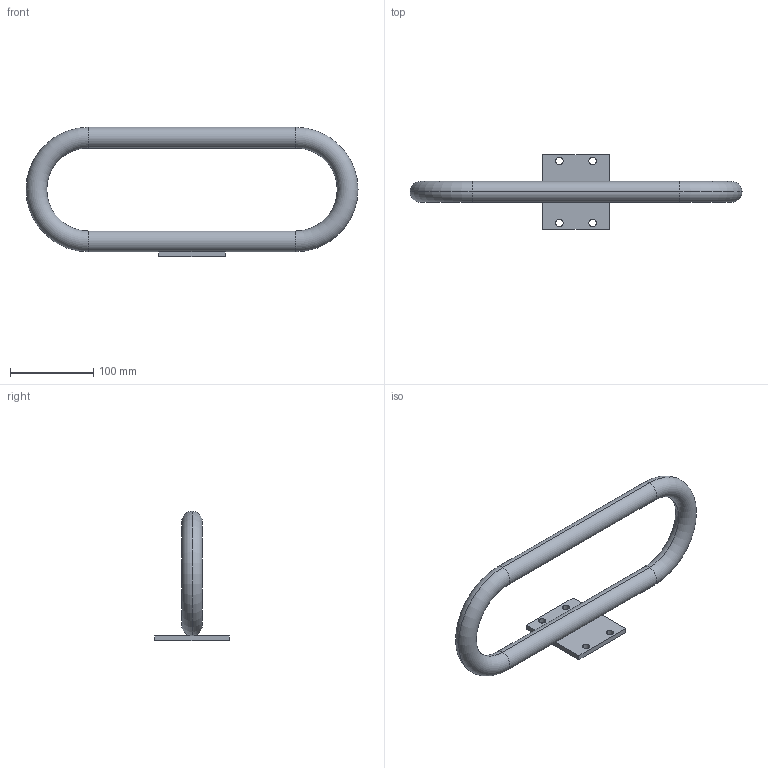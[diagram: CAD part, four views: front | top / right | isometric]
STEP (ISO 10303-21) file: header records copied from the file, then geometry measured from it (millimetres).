
FILE_DESCRIPTION(('Creo Elements/Direct Modeling STEP Export'),'2;1');
FILE_NAME('44.0295.5_Handgriff-MMS-44_Profil-40x80-150x400mm-schwarz.stp','2022-03-21T 9:00:13',(''),(''),'PTC Creo Elements/Direct Modeling STEP processor for AP214 (Solid Model)','PTC Creo Elements/Direct Modeling 19.0C 15-Aug-2015 (C) Parametric Technology GmbH','');
FILE_SCHEMA(('AUTOMOTIVE_DESIGN { 1 0 10303 214 1 1 1 1 }'));
Length unit declared in the file: millimetre
Products named in the file (3): Griffrohr_D25x2_216063_PX173808.02; Platte_90x80x6_216062_PX173810; Handgriff-MMS-44_Profil-40x80-150x400mm-schwarz_44.0295.5_PX173811
Assembly tree (2 placements, depth 2):
  Handgriff-MMS-44_Profil-40x80-150x400mm-schwarz_44.0295.5_PX173811
    Platte_90x80x6_216062_PX173810
    Griffrohr_D25x2_216063_PX173808.02
Bounding box: 400 x 90 x 156 mm (x, y, z)
Volume: 170680 mm3; surface area: 145616.5 mm2
Topology: 2 solids, 3 shells, 30 faces, 72 edges, 44 vertices
Faces by surface type: cylinder 16, torus 8, plane 6
Entity records: 881 total; most frequent: ORIENTED_EDGE 144, DIRECTION 142, CARTESIAN_POINT 129, EDGE_CURVE 72, AXIS2_PLACEMENT_3D 57, VERTEX_POINT 44, EDGE_LOOP 38, FACE_OUTER_BOUND 30
